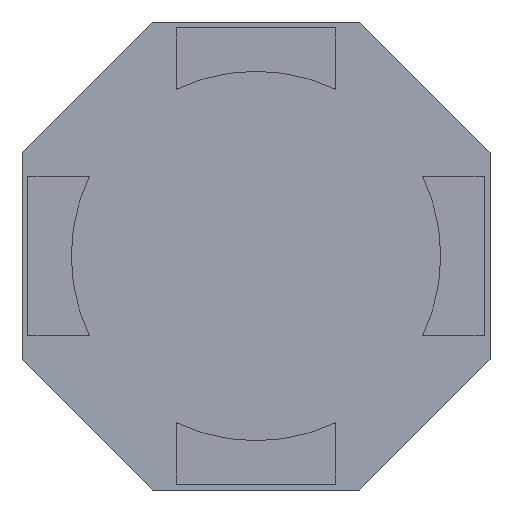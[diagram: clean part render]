
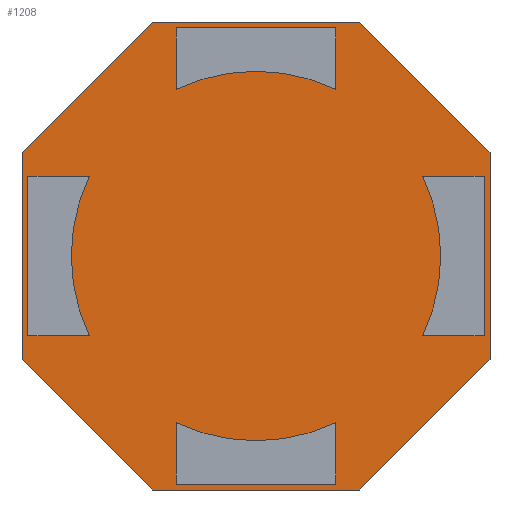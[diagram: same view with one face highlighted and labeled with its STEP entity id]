
A CAD part, front view. The second image highlights one B-rep face of the part: STEP entity #1208.
In plain terms, the highlighted planar face has unit normal (0, -1, 0).
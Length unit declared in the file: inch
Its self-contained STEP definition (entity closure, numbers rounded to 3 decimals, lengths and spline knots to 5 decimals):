
#1=DIRECTION('',(-0.707,0.,0.707));
#2=VECTOR('',#1,0.15486);
#3=CARTESIAN_POINT('',(-0.0875,0.,-0.197));
#4=LINE('',#3,#2);
#5=DIRECTION('',(0.,0.,1.));
#6=VECTOR('',#5,0.175);
#7=CARTESIAN_POINT('',(-0.197,0.,-0.0875));
#8=LINE('',#7,#6);
#9=DIRECTION('',(0.707,0.,0.707));
#10=VECTOR('',#9,0.15486);
#11=CARTESIAN_POINT('',(-0.197,0.,0.0875));
#12=LINE('',#11,#10);
#13=DIRECTION('',(1.,0.,0.));
#14=VECTOR('',#13,0.175);
#15=CARTESIAN_POINT('',(-0.0875,0.,0.197));
#16=LINE('',#15,#14);
#17=DIRECTION('',(0.707,0.,-0.707));
#18=VECTOR('',#17,0.15486);
#19=CARTESIAN_POINT('',(0.0875,0.,0.197));
#20=LINE('',#19,#18);
#21=DIRECTION('',(0.,0.,-1.));
#22=VECTOR('',#21,0.175);
#23=CARTESIAN_POINT('',(0.197,0.,0.0875));
#24=LINE('',#23,#22);
#25=DIRECTION('',(-0.707,0.,-0.707));
#26=VECTOR('',#25,0.15486);
#27=CARTESIAN_POINT('',(0.197,0.,-0.0875));
#28=LINE('',#27,#26);
#29=DIRECTION('',(-1.,0.,0.));
#30=VECTOR('',#29,0.175);
#31=CARTESIAN_POINT('',(0.0875,0.,-0.197));
#32=LINE('',#31,#30);
#33=CARTESIAN_POINT('',(0.,0.,0.));
#34=DIRECTION('',(0.,-1.,0.));
#35=DIRECTION('',(0.902,0.,-0.431));
#36=AXIS2_PLACEMENT_3D('',#33,#34,#35);
#38=DIRECTION('',(1.,0.,0.));
#39=VECTOR('',#38,0.05167);
#40=CARTESIAN_POINT('',(0.14033,0.,-0.067));
#41=LINE('',#40,#39);
#42=DIRECTION('',(0.,0.,1.));
#43=VECTOR('',#42,0.134);
#44=CARTESIAN_POINT('',(0.192,0.,-0.067));
#45=LINE('',#44,#43);
#46=DIRECTION('',(-1.,0.,0.));
#47=VECTOR('',#46,0.05167);
#48=CARTESIAN_POINT('',(0.192,0.,0.067));
#49=LINE('',#48,#47);
#50=DIRECTION('',(-1.,0.,0.));
#51=VECTOR('',#50,0.05167);
#52=CARTESIAN_POINT('',(-0.14033,0.,0.067));
#53=LINE('',#52,#51);
#54=DIRECTION('',(0.,0.,-1.));
#55=VECTOR('',#54,0.134);
#56=CARTESIAN_POINT('',(-0.192,0.,0.067));
#57=LINE('',#56,#55);
#58=DIRECTION('',(1.,0.,0.));
#59=VECTOR('',#58,0.05167);
#60=CARTESIAN_POINT('',(-0.192,0.,-0.067));
#61=LINE('',#60,#59);
#62=CARTESIAN_POINT('',(0.,0.,0.));
#63=DIRECTION('',(0.,-1.,0.));
#64=DIRECTION('',(-0.902,0.,0.431));
#65=AXIS2_PLACEMENT_3D('',#62,#63,#64);
#67=DIRECTION('',(0.,0.,1.));
#68=VECTOR('',#67,0.05167);
#69=CARTESIAN_POINT('',(0.067,0.,0.14033));
#70=LINE('',#69,#68);
#71=DIRECTION('',(-1.,0.,0.));
#72=VECTOR('',#71,0.134);
#73=CARTESIAN_POINT('',(0.067,0.,0.192));
#74=LINE('',#73,#72);
#75=DIRECTION('',(0.,0.,-1.));
#76=VECTOR('',#75,0.05167);
#77=CARTESIAN_POINT('',(-0.067,0.,0.192));
#78=LINE('',#77,#76);
#79=CARTESIAN_POINT('',(0.,0.,0.));
#80=DIRECTION('',(0.,-1.,0.));
#81=DIRECTION('',(0.431,0.,0.902));
#82=AXIS2_PLACEMENT_3D('',#79,#80,#81);
#84=CARTESIAN_POINT('',(0.,0.,0.));
#85=DIRECTION('',(0.,-1.,0.));
#86=DIRECTION('',(-0.431,0.,-0.902));
#87=AXIS2_PLACEMENT_3D('',#84,#85,#86);
#89=DIRECTION('',(0.,0.,-1.));
#90=VECTOR('',#89,0.05167);
#91=CARTESIAN_POINT('',(-0.067,0.,-0.14033));
#92=LINE('',#91,#90);
#93=DIRECTION('',(1.,0.,0.));
#94=VECTOR('',#93,0.134);
#95=CARTESIAN_POINT('',(-0.067,0.,-0.192));
#96=LINE('',#95,#94);
#97=DIRECTION('',(0.,0.,1.));
#98=VECTOR('',#97,0.05167);
#99=CARTESIAN_POINT('',(0.067,0.,-0.192));
#100=LINE('',#99,#98);
#861=CARTESIAN_POINT('',(-0.0875,0.,-0.197));
#862=CARTESIAN_POINT('',(-0.197,0.,-0.0875));
#863=VERTEX_POINT('',#861);
#864=VERTEX_POINT('',#862);
#865=CARTESIAN_POINT('',(-0.197,0.,0.0875));
#866=VERTEX_POINT('',#865);
#867=CARTESIAN_POINT('',(-0.0875,0.,0.197));
#868=VERTEX_POINT('',#867);
#869=CARTESIAN_POINT('',(0.0875,0.,0.197));
#870=VERTEX_POINT('',#869);
#871=CARTESIAN_POINT('',(0.197,0.,0.0875));
#872=VERTEX_POINT('',#871);
#873=CARTESIAN_POINT('',(0.197,0.,-0.0875));
#874=VERTEX_POINT('',#873);
#875=CARTESIAN_POINT('',(0.0875,0.,-0.197));
#876=VERTEX_POINT('',#875);
#925=CARTESIAN_POINT('',(0.14033,0.,-0.067));
#926=CARTESIAN_POINT('',(0.14033,0.,0.067));
#927=VERTEX_POINT('',#925);
#928=VERTEX_POINT('',#926);
#929=CARTESIAN_POINT('',(0.192,0.,-0.067));
#930=VERTEX_POINT('',#929);
#931=CARTESIAN_POINT('',(0.192,0.,0.067));
#932=VERTEX_POINT('',#931);
#933=CARTESIAN_POINT('',(-0.14033,0.,0.067));
#934=CARTESIAN_POINT('',(-0.192,0.,0.067));
#935=VERTEX_POINT('',#933);
#936=VERTEX_POINT('',#934);
#937=CARTESIAN_POINT('',(-0.192,0.,-0.067));
#938=VERTEX_POINT('',#937);
#939=CARTESIAN_POINT('',(-0.14033,0.,-0.067));
#940=VERTEX_POINT('',#939);
#941=CARTESIAN_POINT('',(0.067,0.,0.14033));
#942=CARTESIAN_POINT('',(0.067,0.,0.192));
#943=VERTEX_POINT('',#941);
#944=VERTEX_POINT('',#942);
#945=CARTESIAN_POINT('',(-0.067,0.,0.192));
#946=VERTEX_POINT('',#945);
#947=CARTESIAN_POINT('',(-0.067,0.,0.14033));
#948=VERTEX_POINT('',#947);
#949=CARTESIAN_POINT('',(-0.067,0.,-0.14033));
#950=CARTESIAN_POINT('',(0.067,0.,-0.14033));
#951=VERTEX_POINT('',#949);
#952=VERTEX_POINT('',#950);
#953=CARTESIAN_POINT('',(-0.067,0.,-0.192));
#954=VERTEX_POINT('',#953);
#955=CARTESIAN_POINT('',(0.067,0.,-0.192));
#956=VERTEX_POINT('',#955);
#1145=CARTESIAN_POINT('',(0.,0.,0.));
#1146=DIRECTION('',(0.,1.,0.));
#1147=DIRECTION('',(1.,0.,0.));
#1148=AXIS2_PLACEMENT_3D('',#1145,#1146,#1147);
#1149=PLANE('',#1148);
#1151=ORIENTED_EDGE('',*,*,#1150,.T.);
#1153=ORIENTED_EDGE('',*,*,#1152,.T.);
#1155=ORIENTED_EDGE('',*,*,#1154,.T.);
#1157=ORIENTED_EDGE('',*,*,#1156,.T.);
#1159=ORIENTED_EDGE('',*,*,#1158,.T.);
#1161=ORIENTED_EDGE('',*,*,#1160,.T.);
#1163=ORIENTED_EDGE('',*,*,#1162,.T.);
#1165=ORIENTED_EDGE('',*,*,#1164,.T.);
#1166=EDGE_LOOP('',(#1151,#1153,#1155,#1157,#1159,#1161,#1163,#1165));
#1167=FACE_OUTER_BOUND('',#1166,.F.);
#1169=ORIENTED_EDGE('',*,*,#1168,.F.);
#1171=ORIENTED_EDGE('',*,*,#1170,.T.);
#1173=ORIENTED_EDGE('',*,*,#1172,.T.);
#1175=ORIENTED_EDGE('',*,*,#1174,.T.);
#1176=EDGE_LOOP('',(#1169,#1171,#1173,#1175));
#1177=FACE_BOUND('',#1176,.F.);
#1179=ORIENTED_EDGE('',*,*,#1178,.T.);
#1181=ORIENTED_EDGE('',*,*,#1180,.T.);
#1183=ORIENTED_EDGE('',*,*,#1182,.T.);
#1185=ORIENTED_EDGE('',*,*,#1184,.F.);
#1186=EDGE_LOOP('',(#1179,#1181,#1183,#1185));
#1187=FACE_BOUND('',#1186,.F.);
#1189=ORIENTED_EDGE('',*,*,#1188,.T.);
#1191=ORIENTED_EDGE('',*,*,#1190,.T.);
#1193=ORIENTED_EDGE('',*,*,#1192,.T.);
#1195=ORIENTED_EDGE('',*,*,#1194,.F.);
#1196=EDGE_LOOP('',(#1189,#1191,#1193,#1195));
#1197=FACE_BOUND('',#1196,.F.);
#1199=ORIENTED_EDGE('',*,*,#1198,.F.);
#1201=ORIENTED_EDGE('',*,*,#1200,.T.);
#1203=ORIENTED_EDGE('',*,*,#1202,.T.);
#1205=ORIENTED_EDGE('',*,*,#1204,.T.);
#1206=EDGE_LOOP('',(#1199,#1201,#1203,#1205));
#1207=FACE_BOUND('',#1206,.F.);
#1208=ADVANCED_FACE('',(#1167,#1177,#1187,#1197,#1207),#1149,.F.);
#37=CIRCLE('',#36,0.1555);
#66=CIRCLE('',#65,0.1555);
#83=CIRCLE('',#82,0.1555);
#88=CIRCLE('',#87,0.1555);
#1150=EDGE_CURVE('',#863,#864,#4,.T.);
#1152=EDGE_CURVE('',#864,#866,#8,.T.);
#1154=EDGE_CURVE('',#866,#868,#12,.T.);
#1156=EDGE_CURVE('',#868,#870,#16,.T.);
#1158=EDGE_CURVE('',#870,#872,#20,.T.);
#1160=EDGE_CURVE('',#872,#874,#24,.T.);
#1162=EDGE_CURVE('',#874,#876,#28,.T.);
#1164=EDGE_CURVE('',#876,#863,#32,.T.);
#1168=EDGE_CURVE('',#927,#928,#37,.T.);
#1170=EDGE_CURVE('',#927,#930,#41,.T.);
#1172=EDGE_CURVE('',#930,#932,#45,.T.);
#1174=EDGE_CURVE('',#932,#928,#49,.T.);
#1178=EDGE_CURVE('',#935,#936,#53,.T.);
#1180=EDGE_CURVE('',#936,#938,#57,.T.);
#1182=EDGE_CURVE('',#938,#940,#61,.T.);
#1184=EDGE_CURVE('',#935,#940,#66,.T.);
#1188=EDGE_CURVE('',#943,#944,#70,.T.);
#1190=EDGE_CURVE('',#944,#946,#74,.T.);
#1192=EDGE_CURVE('',#946,#948,#78,.T.);
#1194=EDGE_CURVE('',#943,#948,#83,.T.);
#1198=EDGE_CURVE('',#951,#952,#88,.T.);
#1200=EDGE_CURVE('',#951,#954,#92,.T.);
#1202=EDGE_CURVE('',#954,#956,#96,.T.);
#1204=EDGE_CURVE('',#956,#952,#100,.T.);
